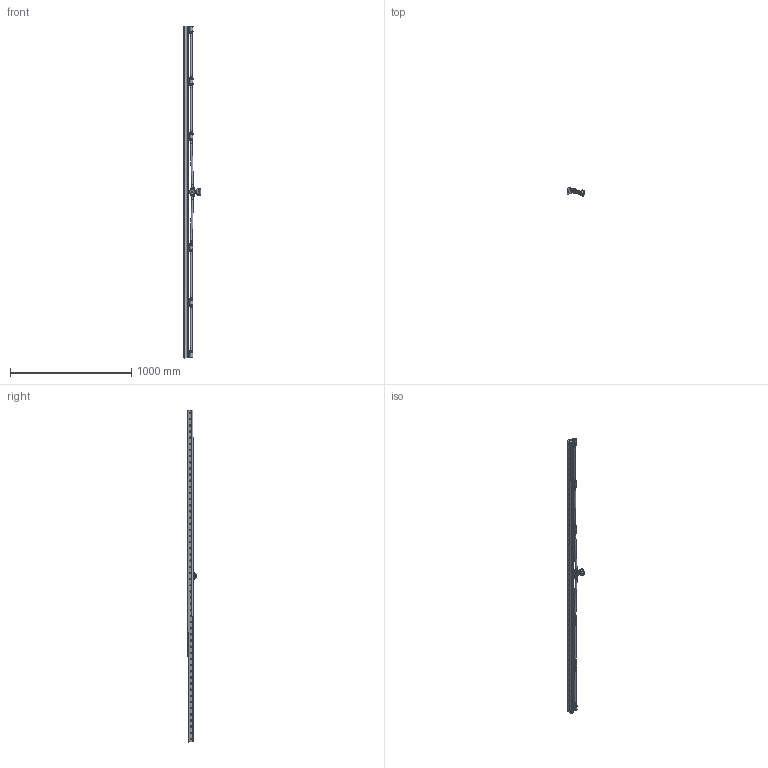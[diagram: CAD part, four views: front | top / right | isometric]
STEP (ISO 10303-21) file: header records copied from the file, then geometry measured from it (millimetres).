
FILE_DESCRIPTION(/* description */ (''),/* implementation_level */ '2;1');
FILE_NAME(/* name */ '1100108PKI.stp',/* time_stamp */ '2014-08-04T14:26:35-04:00',/* author */ ('Cory Kanz'),/* organization */ (''),/* preprocessor_version */ 'ST-DEVELOPER v15.2',/* originating_system */ 'Autodesk Inventor 2014',/* authorisation */ '');
FILE_SCHEMA (('AUTOMOTIVE_DESIGN { 1 0 10303 214 3 1 1 }'));
Length unit declared in the file: inch
Products named in the file (15): 901480; 901481; Unbrako - 1_4 x 3_4 - 20(10); 1100108; Parker Hose Barb to Male Pipe 125HBL 125HBL-8-8; ANSI_ASME B16.15 Tee Reducing - Class 125 1_2 x 1_2 x 1_4; 9551; Hose 15 in; Hose 14 in; ANSI_ASME B16.15 Cross - Class 125 1_2; ISO 49 Reducing Hexagon Nipple N8 1_2 x 1_4; 9011; ANSI_ASME B16.15 Countersunk Pattern Plug - Class 250 1_2; Hose 15 in angled; 1100108PKI
Bounding box: 148.14 x 75.49 x 2743.3 mm (x, y, z)
Volume: 4478624.1 mm3; surface area: 989159 mm2
Topology: 90 solids, 90 shells, 1812 faces, 3784 edges, 2372 vertices
Faces by surface type: plane 834, cone 455, cylinder 402, torus 111, bspline 10
Full cylindrical faces by diameter (mm): 5.159 x54, 6.35 x54, 7.144 x54, 8.9 x1, 9.525 x12, 9.652 x6, 11.1 x54, 11.112 x9, 11.43 x12, 12.192 x1, 12.7 x54, 13.388 x1, 15.24 x10, 16.1 x1, 20.574 x6, 21.267 x1, 22.225 x24, 22.86 x10, 27.432 x10, 29.718 x16, 45.212 x1, 50.8 x1, 52.324 x1
Entity records: 12883 total; most frequent: CARTESIAN_POINT 2325, DIRECTION 2322, ORIENTED_EDGE 1348, AXIS2_PLACEMENT_3D 1110, EDGE_LOOP 1089, EDGE_CURVE 674, FACE_BOUND 654, VERTEX_POINT 611
